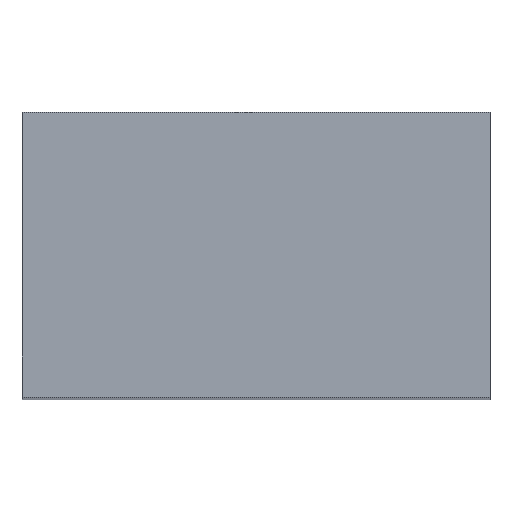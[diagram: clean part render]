
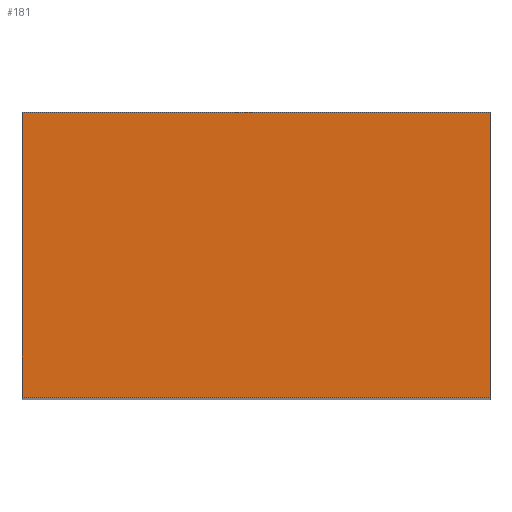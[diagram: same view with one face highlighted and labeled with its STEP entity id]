
A CAD part, top view. The second image highlights one B-rep face of the part: STEP entity #181.
In plain terms, the highlighted planar face has unit normal (0, 0, 1).
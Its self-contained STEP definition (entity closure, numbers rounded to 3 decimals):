
#40 = DIRECTION ( 'NONE',  ( 0., -1., 0. ) ) ;
#41 = CARTESIAN_POINT ( 'NONE',  ( -12.836, 7.231, 80. ) ) ;
#42 = LINE ( 'NONE', #41, #213 ) ;
#57 = DIRECTION ( 'NONE',  ( 1., 0., 0. ) ) ;
#58 = DIRECTION ( 'NONE',  ( 0., 0., 1. ) ) ;
#59 = CARTESIAN_POINT ( 'NONE',  ( 0., 0., 80. ) ) ;
#60 = PLANE ( 'NONE',  #202 ) ;
#73 = DIRECTION ( 'NONE',  ( 0., 1., 0. ) ) ;
#74 = CARTESIAN_POINT ( 'NONE',  ( 12.113, 7.231, 80. ) ) ;
#75 = LINE ( 'NONE', #74, #197 ) ;
#88 = DIRECTION ( 'NONE',  ( 1., 0., 0. ) ) ;
#89 = CARTESIAN_POINT ( 'NONE',  ( -12.836, -7.955, 80. ) ) ;
#90 = LINE ( 'NONE', #89, #195 ) ;
#94 = DIRECTION ( 'NONE',  ( -1., 0., 0. ) ) ;
#95 = CARTESIAN_POINT ( 'NONE',  ( -12.836, 7.231, 80. ) ) ;
#99 = LINE ( 'NONE', #95, #219 ) ;
#100 = CARTESIAN_POINT ( 'NONE',  ( -12.836, -7.955, 80. ) ) ;
#103 = CARTESIAN_POINT ( 'NONE',  ( 12.113, 7.231, 80. ) ) ;
#104 = CARTESIAN_POINT ( 'NONE',  ( 12.113, -7.955, 80. ) ) ;
#110 = CARTESIAN_POINT ( 'NONE',  ( -12.836, 7.231, 80. ) ) ;
#123 = ORIENTED_EDGE ( 'NONE', *, *, #176, .T. ) ;
#124 = ORIENTED_EDGE ( 'NONE', *, *, #157, .T. ) ;
#125 = ORIENTED_EDGE ( 'NONE', *, *, #186, .T. ) ;
#127 = ORIENTED_EDGE ( 'NONE', *, *, #154, .T. ) ;
#128 = VERTEX_POINT ( 'NONE', #110 ) ;
#131 = VERTEX_POINT ( 'NONE', #104 ) ;
#132 = VERTEX_POINT ( 'NONE', #103 ) ;
#135 = VERTEX_POINT ( 'NONE', #100 ) ;
#149 = EDGE_LOOP ( 'NONE', ( #125, #124, #123, #127 ) ) ;
#154 = EDGE_CURVE ( 'NONE', #132, #128, #99, .T. ) ;
#157 = EDGE_CURVE ( 'NONE', #135, #131, #90, .T. ) ;
#176 = EDGE_CURVE ( 'NONE', #131, #132, #75, .T. ) ;
#181 = ADVANCED_FACE ( 'NONE', ( #199 ), #60, .T. ) ;
#186 = EDGE_CURVE ( 'NONE', #128, #135, #42, .T. ) ;
#195 = VECTOR ( 'NONE', #88, 1000. ) ;
#197 = VECTOR ( 'NONE', #73, 1000. ) ;
#199 = FACE_OUTER_BOUND ( 'NONE', #149, .T. ) ;
#202 = AXIS2_PLACEMENT_3D ( 'NONE', #59, #58, #57 ) ;
#213 = VECTOR ( 'NONE', #40, 1000. ) ;
#219 = VECTOR ( 'NONE', #94, 1000. ) ;
